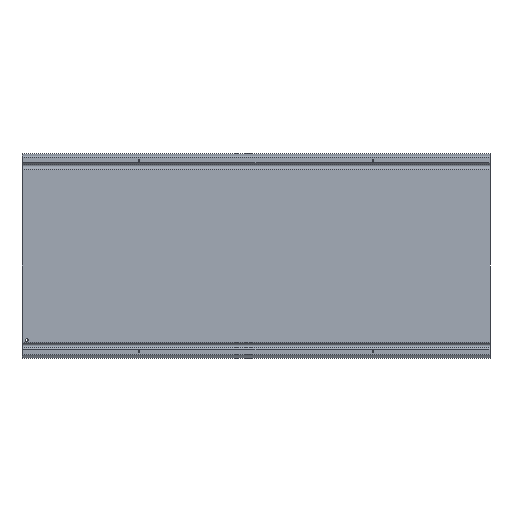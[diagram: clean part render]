
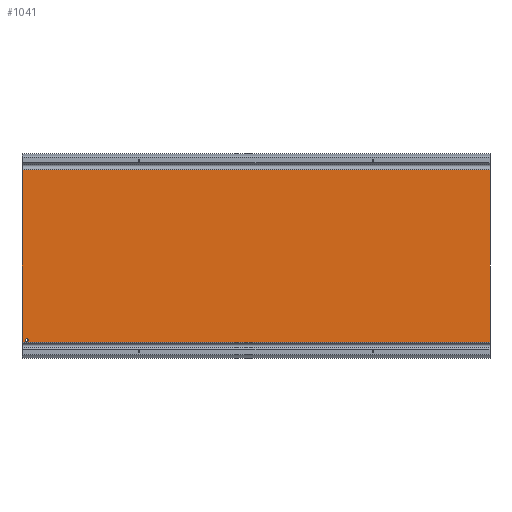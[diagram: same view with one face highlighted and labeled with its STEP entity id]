
A CAD part, top view. The second image highlights one B-rep face of the part: STEP entity #1041.
In plain terms, the highlighted planar face has unit normal (0, 0, 1).
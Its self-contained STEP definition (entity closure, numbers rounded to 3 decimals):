
#47=FACE_BOUND('',#100,.T.);
#50=FACE_OUTER_BOUND('',#99,.T.);
#99=EDGE_LOOP('',(#714,#715,#716,#717));
#100=EDGE_LOOP('',(#718));
#163=CIRCLE('',#1107,3.);
#203=LINE('',#1509,#306);
#219=LINE('',#1570,#322);
#220=LINE('',#1571,#323);
#221=LINE('',#1572,#324);
#306=VECTOR('',#1198,1.);
#322=VECTOR('',#1244,1.);
#323=VECTOR('',#1245,1.);
#324=VECTOR('',#1246,1.);
#409=VERTEX_POINT('',#1507);
#410=VERTEX_POINT('',#1508);
#439=VERTEX_POINT('',#1568);
#440=VERTEX_POINT('',#1569);
#441=VERTEX_POINT('',#1573);
#519=EDGE_CURVE('',#409,#410,#203,.T.);
#549=EDGE_CURVE('',#439,#440,#219,.T.);
#550=EDGE_CURVE('',#410,#439,#220,.T.);
#551=EDGE_CURVE('',#409,#440,#221,.T.);
#552=EDGE_CURVE('',#441,#441,#163,.T.);
#714=ORIENTED_EDGE('',*,*,#549,.F.);
#715=ORIENTED_EDGE('',*,*,#550,.F.);
#716=ORIENTED_EDGE('',*,*,#519,.F.);
#717=ORIENTED_EDGE('',*,*,#551,.T.);
#718=ORIENTED_EDGE('',*,*,#552,.T.);
#1015=PLANE('',#1106);
#1041=ADVANCED_FACE('',(#50,#47),#1015,.F.);
#1106=AXIS2_PLACEMENT_3D('',#1567,#1242,#1243);
#1107=AXIS2_PLACEMENT_3D('',#1574,#1247,#1248);
#1198=DIRECTION('',(0.,1.,0.));
#1242=DIRECTION('center_axis',(0.,0.,
-1.));
#1243=DIRECTION('ref_axis',(0.,1.,0.));
#1244=DIRECTION('',(0.,-1.,0.));
#1245=DIRECTION('',(1.,0.,0.));
#1246=DIRECTION('',(1.,0.,0.));
#1247=DIRECTION('center_axis',(0.,0.,
-1.));
#1248=DIRECTION('ref_axis',(-1.,0.,0.));
#1507=CARTESIAN_POINT('',(13.598,49.457,20.558));
#1508=CARTESIAN_POINT('',(13.598,417.598,20.558));
#1509=CARTESIAN_POINT('',(13.598,233.527,20.558));
#1567=CARTESIAN_POINT('Origin',(13.598,233.527,20.558));
#1568=CARTESIAN_POINT('',(1013.598,417.598,20.558));
#1569=CARTESIAN_POINT('',(1013.598,49.457,20.558));
#1570=CARTESIAN_POINT('',(1013.598,233.527,20.558));
#1571=CARTESIAN_POINT('',(13.598,417.598,20.558));
#1572=CARTESIAN_POINT('',(13.598,49.457,20.558));
#1573=CARTESIAN_POINT('',(26.598,53.527,20.558));
#1574=CARTESIAN_POINT('Origin',(23.598,53.527,20.558));
